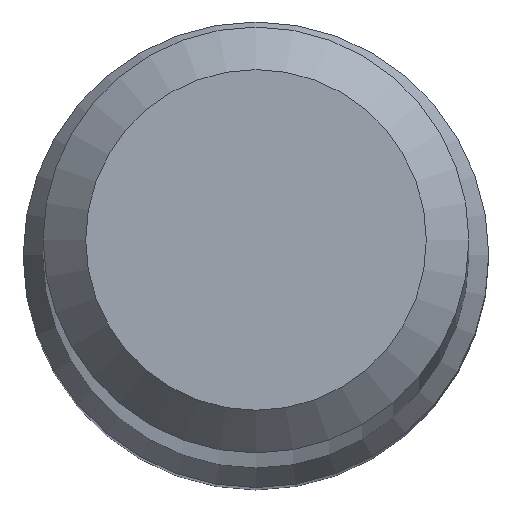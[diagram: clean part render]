
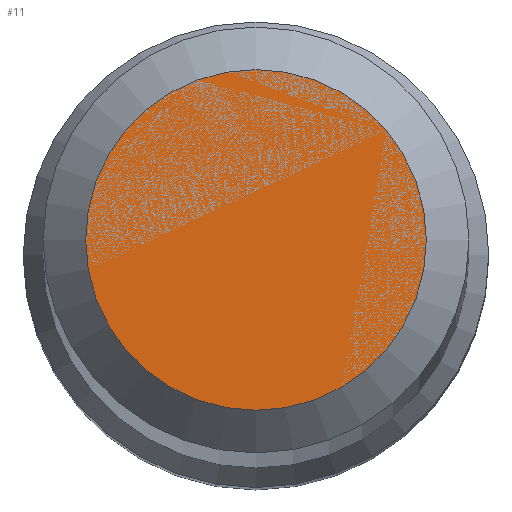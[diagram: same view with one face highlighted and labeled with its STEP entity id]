
A CAD part, top view. The second image highlights one B-rep face of the part: STEP entity #11.
In plain terms, the highlighted planar face has unit normal (0, 0, 1).
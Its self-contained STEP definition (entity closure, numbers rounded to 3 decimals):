
#8 = DIRECTION ( 'NONE',  ( 0., 0., -1. ) ) ;
#11 = ADVANCED_FACE ( 'NONE', ( #83 ), #49, .F. ) ;
#13 = AXIS2_PLACEMENT_3D ( 'NONE', #183, #116, #155 ) ;
#49 = PLANE ( 'NONE',  #231 ) ;
#59 = EDGE_CURVE ( 'NONE', #78, #78, #65, .T. ) ;
#65 = CIRCLE ( 'NONE', #13, 1.2 ) ;
#78 = VERTEX_POINT ( 'NONE', #199 ) ;
#83 = FACE_OUTER_BOUND ( 'NONE', #123, .T. ) ;
#108 = CARTESIAN_POINT ( 'NONE',  ( 0., 0., 70. ) ) ;
#116 = DIRECTION ( 'NONE',  ( 0., 0., -1. ) ) ;
#123 = EDGE_LOOP ( 'NONE', ( #268 ) ) ;
#155 = DIRECTION ( 'NONE',  ( 0., 1., 0. ) ) ;
#183 = CARTESIAN_POINT ( 'NONE',  ( 0., 0., 70. ) ) ;
#199 = CARTESIAN_POINT ( 'NONE',  ( 0., 1.2, 70. ) ) ;
#200 = DIRECTION ( 'NONE',  ( 0., 1., 0. ) ) ;
#231 = AXIS2_PLACEMENT_3D ( 'NONE', #108, #8, #200 ) ;
#268 = ORIENTED_EDGE ( 'NONE', *, *, #59, .F. ) ;
